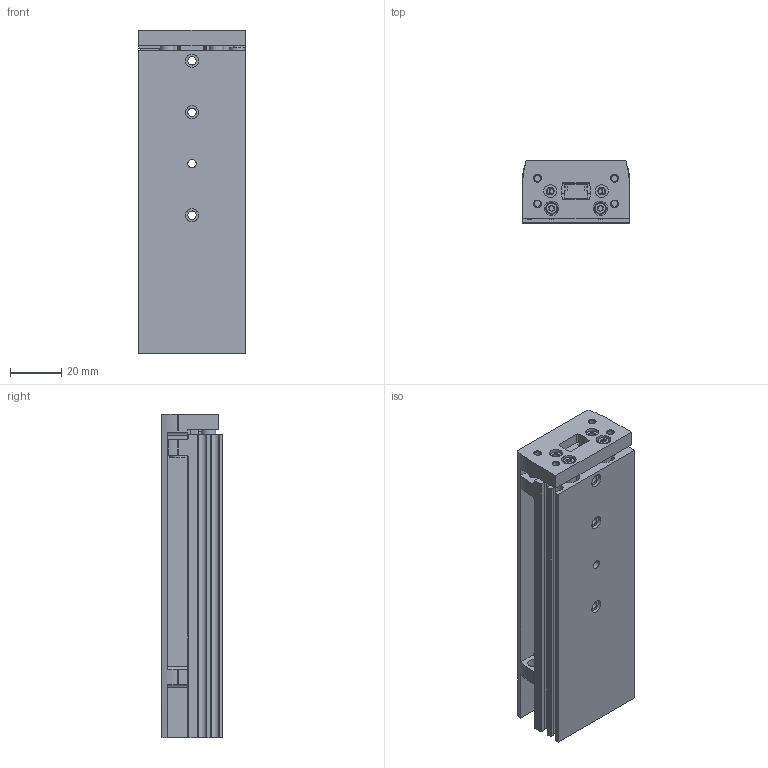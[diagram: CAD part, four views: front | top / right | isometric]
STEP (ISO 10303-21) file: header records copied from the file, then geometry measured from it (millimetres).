
FILE_DESCRIPTION(/* description */ ('STEP AP214'),/* implementation_level */ '2;1');
FILE_NAME(/* name */ '8078838_DGST-8-80-E1A',/* time_stamp */ '2024-08-16T08:21:48+02:00',/* author */ ('License CC BY-ND 4.0'),/* organization */ ('CADENAS'),/* preprocessor_version */ 'ST-DEVELOPER v19.3',/* originating_system */ 'PARTsolutions',/* authorisation */ ' ');
FILE_SCHEMA (('AUTOMOTIVE_DESIGN {1 0 10303 214 3 1 1}'));
Length unit declared in the file: millimetre
Products named in the file (3): 8078838 DGST-8-80-E1A---(0-high); 8073892 DGST-8-80---E1---(mechanical-high)h; 8073892 DGST-8-80---(mechanical-high)s
Assembly tree (2 placements, depth 2):
  8078838 DGST-8-80-E1A---(0-high)
    8073892 DGST-8-80---E1---(mechanical-high)h
    8073892 DGST-8-80---(mechanical-high)s
Bounding box: 42 x 24 x 126 mm (x, y, z)
Volume: 94398.3 mm3; surface area: 45348.5 mm2
Topology: 2 solids, 2 shells, 468 faces, 1129 edges, 740 vertices
Faces by surface type: cylinder 241, plane 185, cone 30, torus 12
Full cylindrical faces by diameter (mm): 2.459 x14, 3 x1, 3.242 x4, 3.7 x1, 4 x4, 4.134 x2, 4.459 x2, 4.5 x2, 5 x7, 5.5 x4, 5.6 x4, 5.8 x2, 6 x18, 8 x6
Entity records: 14912 total; most frequent: DIRECTION 2476, CARTESIAN_POINT 2247, ORIENTED_EDGE 2024, EDGE_CURVE 1012, AXIS2_PLACEMENT_3D 1001, VERTEX_POINT 736, EDGE_LOOP 682, FACE_BOUND 682
